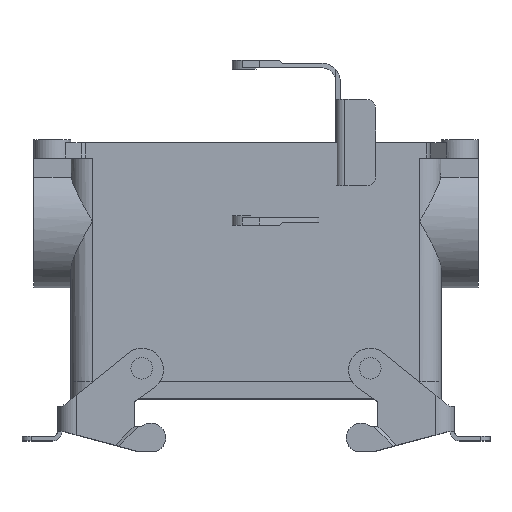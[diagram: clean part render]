
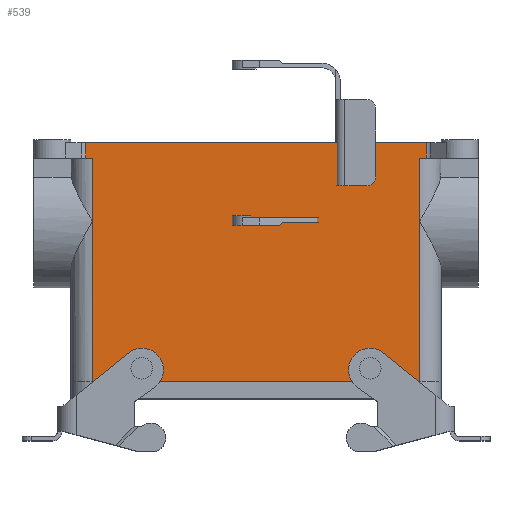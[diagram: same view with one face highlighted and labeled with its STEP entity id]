
A CAD part, top view. The second image highlights one B-rep face of the part: STEP entity #539.
In plain terms, the highlighted planar face has unit normal (0, 0, 1).
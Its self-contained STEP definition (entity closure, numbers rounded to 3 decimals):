
#539 = ADVANCED_FACE( '', ( #1145, #1146, #1147 ), #1148, .F. );
#1145 = FACE_BOUND( '', #1806, .T. );
#1146 = FACE_OUTER_BOUND( '', #1807, .T. );
#1147 = FACE_BOUND( '', #1808, .T. );
#1148 = PLANE( '', #1809 );
#1806 = EDGE_LOOP( '', ( #3312 ) );
#1807 = EDGE_LOOP( '', ( #3313, #3314, #3315, #3316, #3317, #3318, #3319, #3320, #3321, #3322 ) );
#1808 = EDGE_LOOP( '', ( #3323 ) );
#1809 = AXIS2_PLACEMENT_3D( '', #3324, #3325, #3326 );
#3312 = ORIENTED_EDGE( '', *, *, #4282, .F. );
#3313 = ORIENTED_EDGE( '', *, *, #4303, .T. );
#3314 = ORIENTED_EDGE( '', *, *, #4189, .T. );
#3315 = ORIENTED_EDGE( '', *, *, #4261, .F. );
#3316 = ORIENTED_EDGE( '', *, *, #3982, .T. );
#3317 = ORIENTED_EDGE( '', *, *, #4235, .T. );
#3318 = ORIENTED_EDGE( '', *, *, #4178, .F. );
#3319 = ORIENTED_EDGE( '', *, *, #4157, .F. );
#3320 = ORIENTED_EDGE( '', *, *, #4304, .F. );
#3321 = ORIENTED_EDGE( '', *, *, #4305, .F. );
#3322 = ORIENTED_EDGE( '', *, *, #3703, .T. );
#3323 = ORIENTED_EDGE( '', *, *, #4306, .F. );
#3324 = CARTESIAN_POINT( '', ( 56.015, -5., 21.5 ) );
#3325 = DIRECTION( '', ( 0., 0., -1. ) );
#3326 = DIRECTION( '', ( -1., 0., 0. ) );
#3703 = EDGE_CURVE( '', #4373, #4377, #4379, .T. );
#3982 = EDGE_CURVE( '', #4844, #4849, #4851, .T. );
#4157 = EDGE_CURVE( '', #5114, #5116, #5117, .T. );
#4178 = EDGE_CURVE( '', #5116, #5145, #5146, .T. );
#4189 = EDGE_CURVE( '', #5160, #5158, #5161, .F. );
#4235 = EDGE_CURVE( '', #4849, #5145, #5216, .T. );
#4261 = EDGE_CURVE( '', #4844, #5158, #5247, .T. );
#4282 = EDGE_CURVE( '', #5272, #5272, #5273, .F. );
#4303 = EDGE_CURVE( '', #4377, #5160, #5297, .T. );
#4304 = EDGE_CURVE( '', #5298, #5114, #5299, .T. );
#4305 = EDGE_CURVE( '', #4373, #5298, #5300, .T. );
#4306 = EDGE_CURVE( '', #5301, #5301, #5302, .F. );
#4373 = VERTEX_POINT( '', #5373 );
#4377 = VERTEX_POINT( '', #5378 );
#4379 = LINE( '', #5380, #5381 );
#4844 = VERTEX_POINT( '', #6101 );
#4849 = VERTEX_POINT( '', #6107 );
#4851 = LINE( '', #6128, #6129 );
#5114 = VERTEX_POINT( '', #6627 );
#5116 = VERTEX_POINT( '', #6654 );
#5117 = LINE( '', #6655, #6656 );
#5145 = VERTEX_POINT( '', #6691 );
#5146 = LINE( '', #6692, #6693 );
#5158 = VERTEX_POINT( '', #6708 );
#5160 = VERTEX_POINT( '', #6710 );
#5161 = LINE( '', #6711, #6712 );
#5216 = LINE( '', #6790, #6791 );
#5247 = LINE( '', #6829, #6830 );
#5272 = VERTEX_POINT( '', #6861 );
#5273 = CIRCLE( '', #6862, 2.45 );
#5297 = LINE( '', #6891, #6892 );
#5298 = VERTEX_POINT( '', #6893 );
#5299 = LINE( '', #6894, #6895 );
#5300 = LINE( '', #6896, #6897 );
#5301 = VERTEX_POINT( '', #6898 );
#5302 = CIRCLE( '', #6899, 2.45 );
#5373 = CARTESIAN_POINT( '', ( 55.186, -5., 21.5 ) );
#5378 = CARTESIAN_POINT( '', ( 55.186, 0., 21.5 ) );
#5380 = CARTESIAN_POINT( '', ( 55.186, 0., 21.5 ) );
#5381 = VECTOR( '', #7005, 1000. );
#6101 = CARTESIAN_POINT( '', ( -53., -5., 21.5 ) );
#6107 = CARTESIAN_POINT( '', ( -53., -25.5, 21.5 ) );
#6128 = CARTESIAN_POINT( '', ( -53., 96.515, 21.5 ) );
#6129 = VECTOR( '', #7343, 1000. );
#6627 = CARTESIAN_POINT( '', ( 53., -25.5, 21.5 ) );
#6654 = CARTESIAN_POINT( '', ( 53., -77.4, 21.5 ) );
#6655 = CARTESIAN_POINT( '', ( 53., 96.515, 21.5 ) );
#6656 = VECTOR( '', #7559, 1000. );
#6691 = CARTESIAN_POINT( '', ( -53., -77.4, 21.5 ) );
#6692 = CARTESIAN_POINT( '', ( -53., -77.4, 21.5 ) );
#6693 = VECTOR( '', #7591, 1000. );
#6708 = CARTESIAN_POINT( '', ( -55.186, -5., 21.5 ) );
#6710 = CARTESIAN_POINT( '', ( -55.186, 0., 21.5 ) );
#6711 = CARTESIAN_POINT( '', ( -55.186, -5., 21.5 ) );
#6712 = VECTOR( '', #7610, 1000. );
#6790 = CARTESIAN_POINT( '', ( -53., 96.515, 21.5 ) );
#6791 = VECTOR( '', #7655, 1000. );
#6829 = CARTESIAN_POINT( '', ( 56.015, -5., 21.5 ) );
#6830 = VECTOR( '', #7681, 1000. );
#6861 = CARTESIAN_POINT( '', ( 34.55, -73.1, 21.5 ) );
#6862 = AXIS2_PLACEMENT_3D( '', #7700, #7701, #7702 );
#6891 = CARTESIAN_POINT( '', ( 56.015, 0., 21.5 ) );
#6892 = VECTOR( '', #7714, 1000. );
#6893 = CARTESIAN_POINT( '', ( 53., -5., 21.5 ) );
#6894 = CARTESIAN_POINT( '', ( 53., 96.515, 21.5 ) );
#6895 = VECTOR( '', #7715, 1000. );
#6896 = CARTESIAN_POINT( '', ( 56.015, -5., 21.5 ) );
#6897 = VECTOR( '', #7716, 1000. );
#6898 = CARTESIAN_POINT( '', ( -39.45, -73.1, 21.5 ) );
#6899 = AXIS2_PLACEMENT_3D( '', #7717, #7718, #7719 );
#7005 = DIRECTION( '', ( 0., 1., 0. ) );
#7343 = DIRECTION( '', ( 0., -1., 0. ) );
#7559 = DIRECTION( '', ( 0., -1., 0. ) );
#7591 = DIRECTION( '', ( -1., 0., 0. ) );
#7610 = DIRECTION( '', ( 0., 1., 0. ) );
#7655 = DIRECTION( '', ( 0., -1., 0. ) );
#7681 = DIRECTION( '', ( -1., 0., 0. ) );
#7700 = CARTESIAN_POINT( '', ( 37., -73.1, 21.5 ) );
#7701 = DIRECTION( '', ( 0., 0., -1. ) );
#7702 = DIRECTION( '', ( -1., 0., 0. ) );
#7714 = DIRECTION( '', ( -1., 0., 0. ) );
#7715 = DIRECTION( '', ( 0., -1., 0. ) );
#7716 = DIRECTION( '', ( -1., 0., 0. ) );
#7717 = CARTESIAN_POINT( '', ( -37., -73.1, 21.5 ) );
#7718 = DIRECTION( '', ( 0., 0., -1. ) );
#7719 = DIRECTION( '', ( -1., 0., 0. ) );
